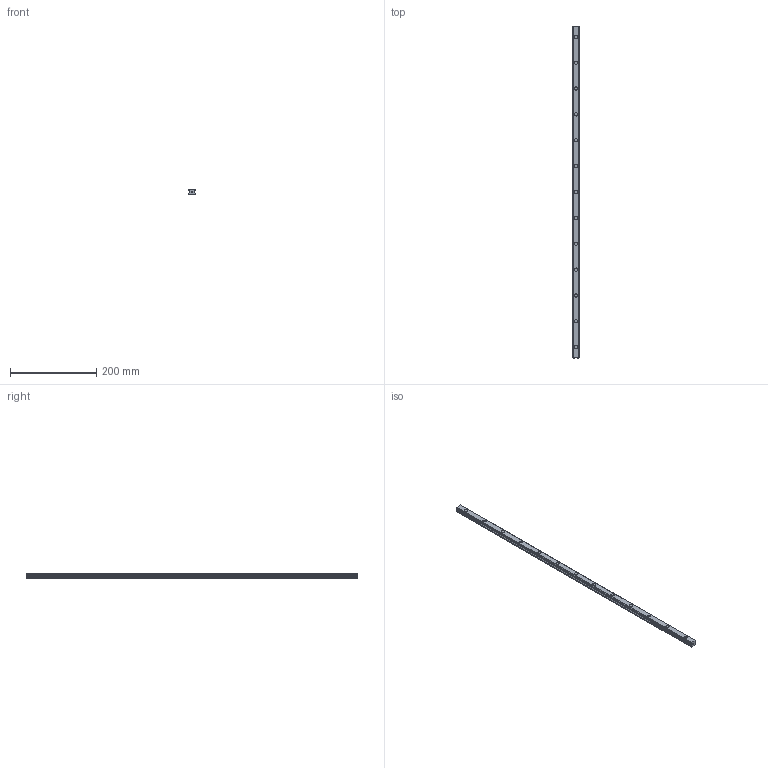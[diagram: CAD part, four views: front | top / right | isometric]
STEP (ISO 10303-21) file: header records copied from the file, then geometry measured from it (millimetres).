
FILE_DESCRIPTION(('STEP AP214'),'1');
FILE_NAME('cctmp_E832F7DC-A6CF-4E26-B434-1F9D67A0A2F4_2021_02_03_10_58_02_0225..stp','2021-02-03T09:58:02',('HIWIN GmbH'),('CADClick - www.CADClick.com'),'Spatial InterOp 3D',' ','unknown authorization');
FILE_SCHEMA(('AUTOMOTIVE_DESIGN'));
Length unit declared in the file: millimetre
Products named in the file (1): EGR15U770C_FILE
Bounding box: 15 x 770 x 12.5 mm (x, y, z)
Volume: 122608.1 mm3; surface area: 47178.1 mm2
Topology: 1 solids, 1 shells, 233 faces, 603 edges, 402 vertices
Faces by surface type: plane 137, cylinder 96
Entity records: 9089 total; most frequent: DIRECTION 1315, CARTESIAN_POINT 1239, ORIENTED_EDGE 1206, EDGE_CURVE 603, AXIS2_PLACEMENT_3D 478, VERTEX_POINT 402, LINE 359, VECTOR 359
